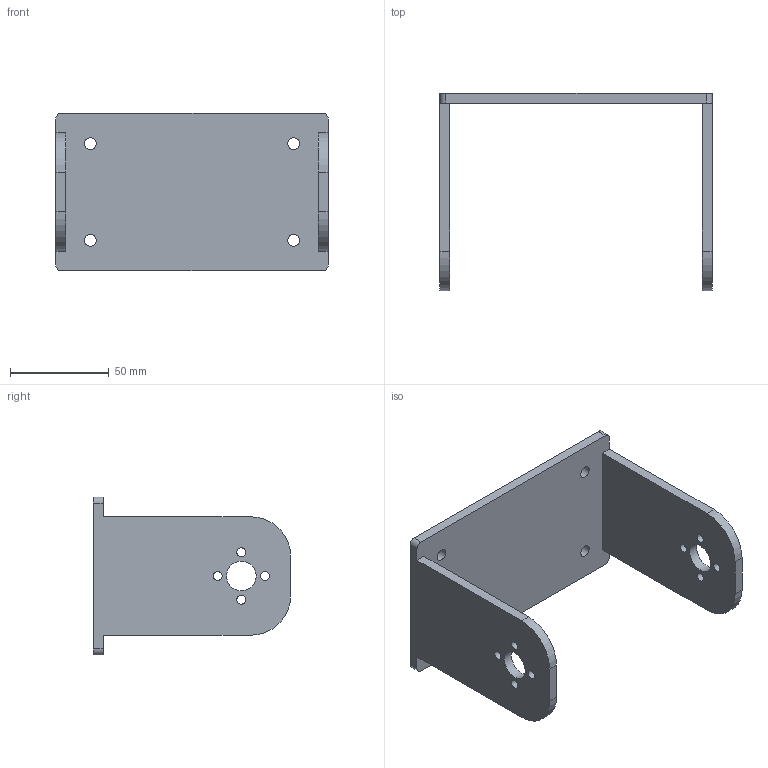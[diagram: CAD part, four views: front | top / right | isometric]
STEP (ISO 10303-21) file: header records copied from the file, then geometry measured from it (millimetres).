
FILE_DESCRIPTION(/* description */ (''),/* implementation_level */ '2;1');
FILE_NAME(/* name */ 'Bracket v4.step',/* time_stamp */ '2020-04-07T10:04:23+02:00',/* author */ (''),/* organization */ (''),/* preprocessor_version */ 'ST-DEVELOPER v18',/* originating_system */ 'Autodesk Translation Framework v8.12.0.6',/* authorisation */ '');
FILE_SCHEMA (('AUTOMOTIVE_DESIGN { 1 0 10303 214 3 1 1 }'));
Length unit declared in the file: millimetre
Products named in the file (1): Bracket
Bounding box: 138 x 100 x 80 mm (x, y, z)
Volume: 107475.7 mm3; surface area: 48286.6 mm2
Topology: 1 solids, 1 shells, 36 faces, 110 edges, 76 vertices
Faces by surface type: cylinder 22, plane 14
Full cylindrical faces by diameter (mm): 4.5 x8, 6 x4, 15 x2
Entity records: 1366 total; most frequent: DIRECTION 236, CARTESIAN_POINT 223, ORIENTED_EDGE 220, EDGE_CURVE 110, AXIS2_PLACEMENT_3D 89, VERTEX_POINT 76, EDGE_LOOP 64, LINE 58
